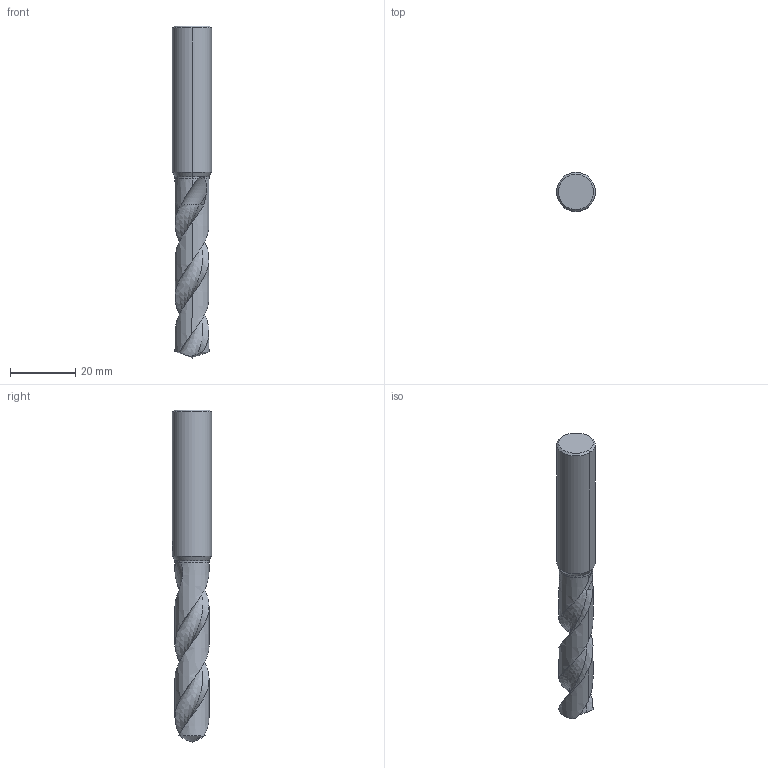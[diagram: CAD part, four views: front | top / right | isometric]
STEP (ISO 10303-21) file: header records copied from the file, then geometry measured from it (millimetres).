
FILE_DESCRIPTION(('no description'),'unknown implementation level');
FILE_NAME('solid7C_4Ksba_OCxrw9wy_BkLyzSkMg_1.STP',' ',('CIMSOURCE GmbH'),('CADClick - KiM GmbH - www.kimweb.de'),'unknown preprocess','ACIS','unknown authorization');
FILE_SCHEMA(('automotive_design'));
Length unit declared in the file: millimetre
Products named in the file (2): 1; 2
Bounding box: 12 x 12 x 102 mm (x, y, z)
Volume: 8110.4 mm3; surface area: 4061.1 mm2
Topology: 2 solids, 2 shells, 46 faces, 123 edges, 79 vertices
Faces by surface type: cylinder 14, cone 14, plane 8, revolution 6, bspline 4
Entity records: 6061 total; most frequent: CARTESIAN_POINT 3587, STYLED_ITEM 248, PRESENTATION_STYLE_ASSIGNMENT 248, COLOUR_RGB 248, ORIENTED_EDGE 242, DIRECTION 189, EDGE_CURVE 121, CURVE_STYLE 121
